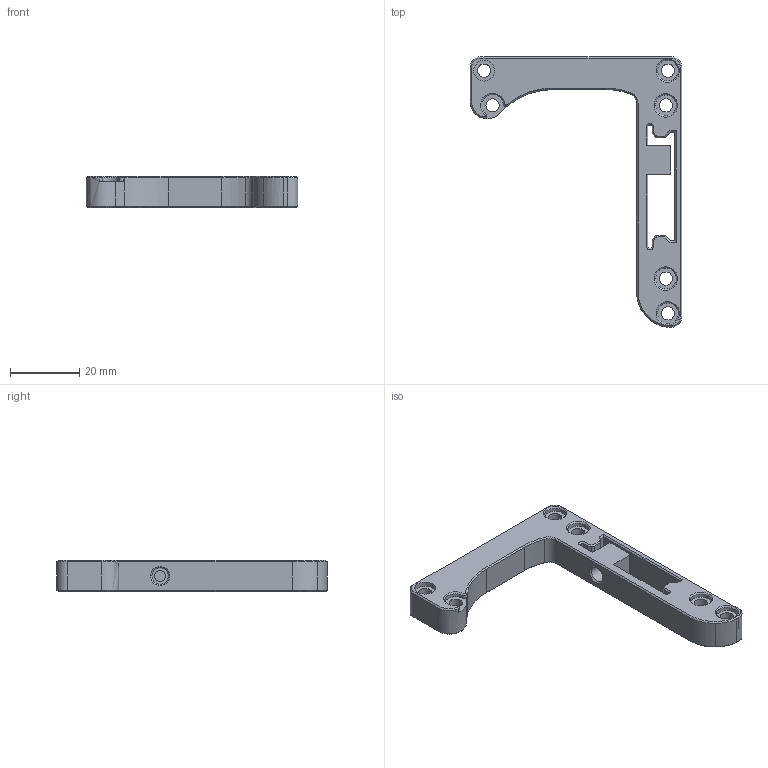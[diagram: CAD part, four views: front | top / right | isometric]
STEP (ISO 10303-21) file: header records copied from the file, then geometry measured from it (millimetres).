
FILE_DESCRIPTION(/* description */ (''),/* implementation_level */ '2;1');
FILE_NAME(/* name */ 'DIN_frame_mount_f_1.step',/* time_stamp */ '2024-07-30T16:02:32+02:00',/* author */ (''),/* organization */ (''),/* preprocessor_version */ 'ST-DEVELOPER v20',/* originating_system */ 'Autodesk Translation Framework v13.14.0.145',/* authorisation */ '');
FILE_SCHEMA (('AUTOMOTIVE_DESIGN { 1 0 10303 214 3 1 1 }'));
Length unit declared in the file: millimetre
Products named in the file (1): DIN_frame_mount_x4 (2)
Bounding box: 61 x 78 x 9 mm (x, y, z)
Volume: 11311.9 mm3; surface area: 6582.8 mm2
Topology: 1 solids, 1 shells, 157 faces, 361 edges, 212 vertices
Faces by surface type: plane 78, cone 30, cylinder 25, bspline 24
Full cylindrical faces by diameter (mm): 3.2 x1, 3.8 x6, 4.7 x1, 6 x5
Entity records: 5615 total; most frequent: CARTESIAN_POINT 2100, ORIENTED_EDGE 722, DIRECTION 681, EDGE_CURVE 361, LINE 243, VECTOR 243, AXIS2_PLACEMENT_3D 219, VERTEX_POINT 212
